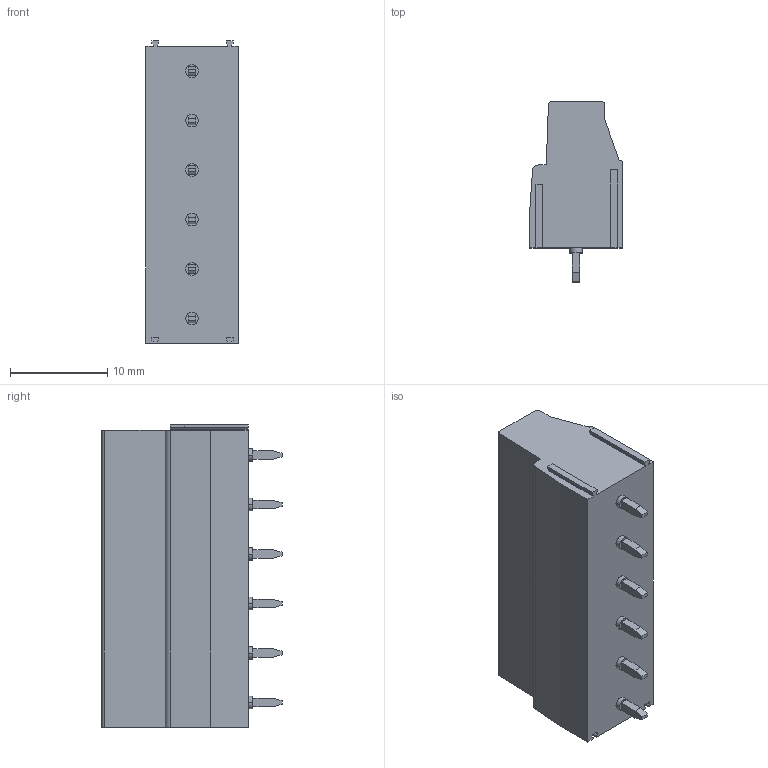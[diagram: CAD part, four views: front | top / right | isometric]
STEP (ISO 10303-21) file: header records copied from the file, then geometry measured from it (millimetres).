
FILE_DESCRIPTION(('STEP AP242'),'1');
FILE_NAME('1989405.stp','2020-01-26T22:24:04',('TraceParts'),('TraceParts S.A.'),'Spatial InterOp 3D',' ',' ');
FILE_SCHEMA(('AP242_MANAGED_MODEL_BASED_3D_ENGINEERING_MIM_LF {1 0 10303 442 1 1 4}'));
Length unit declared in the file: millimetre
Products named in the file (1): 1989405
Bounding box: 9.5 x 18.5 x 31.05 mm (x, y, z)
Volume: 3477.7 mm3; surface area: 2255.6 mm2
Topology: 1 solids, 1 shells, 805 faces, 2093 edges, 1324 vertices
Faces by surface type: plane 611, torus 72, cone 60, cylinder 50, sphere 12
Entity records: 33516 total; most frequent: CARTESIAN_POINT 7370, ORIENTED_EDGE 4186, DIRECTION 3939, EDGE_CURVE 2093, LINE 1571, VECTOR 1571, VERTEX_POINT 1324, AXIS2_PLACEMENT_3D 1184
